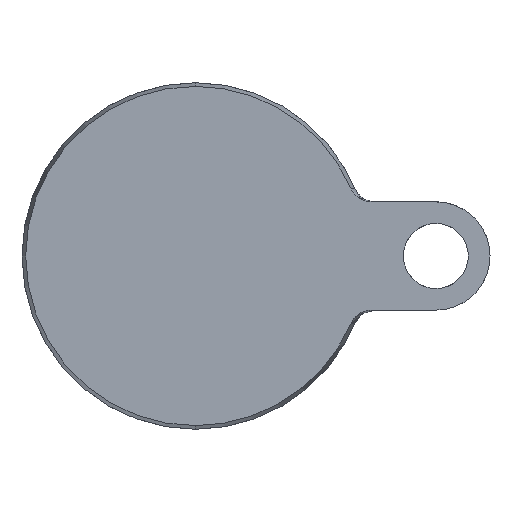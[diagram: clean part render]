
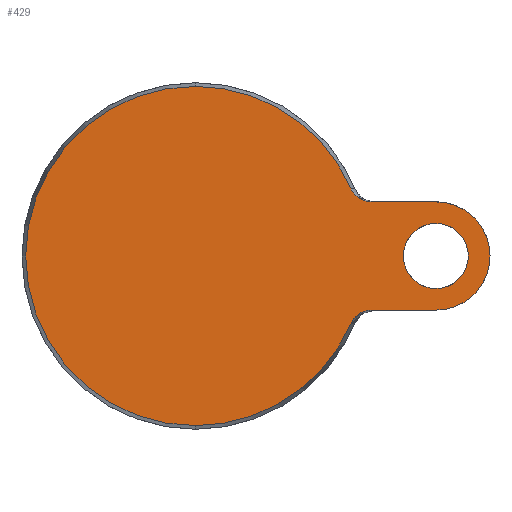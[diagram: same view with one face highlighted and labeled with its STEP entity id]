
A CAD part, front view. The second image highlights one B-rep face of the part: STEP entity #429.
In plain terms, the highlighted planar face has unit normal (0, -1, 0).
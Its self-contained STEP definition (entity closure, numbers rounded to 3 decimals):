
#24 = CARTESIAN_POINT ( 'NONE',  ( 38.008, 0., 13.187 ) ) ;
#30 = DIRECTION ( 'NONE',  ( 0., 1., 0. ) ) ;
#49 = EDGE_LOOP ( 'NONE', ( #348, #930, #862, #483, #540, #187, #752, #771 ) ) ;
#56 = CARTESIAN_POINT ( 'NONE',  ( 38.663, 0., -12.866 ) ) ;
#63 = CARTESIAN_POINT ( 'NONE',  ( 40.085, 0., -12.5 ) ) ;
#92 = DIRECTION ( 'NONE',  ( 0., -1., 0. ) ) ;
#98 = EDGE_CURVE ( 'NONE', #1235, #1262, #704, .T. ) ;
#102 = CIRCLE ( 'NONE', #655, 7.5 ) ;
#111 = CARTESIAN_POINT ( 'NONE',  ( 0., 0., 0. ) ) ;
#117 = DIRECTION ( 'NONE',  ( 0., 0., 1. ) ) ;
#129 = AXIS2_PLACEMENT_3D ( 'NONE', #1514, #774, #1134 ) ;
#149 = CARTESIAN_POINT ( 'NONE',  ( 38.665, 0., 12.866 ) ) ;
#160 = VERTEX_POINT ( 'NONE', #549 ) ;
#187 = ORIENTED_EDGE ( 'NONE', *, *, #513, .T. ) ;
#188 = CARTESIAN_POINT ( 'NONE',  ( 36.381, 0., -14.668 ) ) ;
#196 = CARTESIAN_POINT ( 'NONE',  ( 35.928, 0., -15.535 ) ) ;
#216 = EDGE_CURVE ( 'NONE', #1199, #558, #913, .T. ) ;
#234 = CIRCLE ( 'NONE', #129, 12.5 ) ;
#246 = CARTESIAN_POINT ( 'NONE',  ( 55.5, 0., -12.5 ) ) ;
#257 = CARTESIAN_POINT ( 'NONE',  ( 0., 0., 0. ) ) ;
#276 = DIRECTION ( 'NONE',  ( 0., 0., -1. ) ) ;
#280 = CARTESIAN_POINT ( 'NONE',  ( 37.598, 0., 13.453 ) ) ;
#286 = AXIS2_PLACEMENT_3D ( 'NONE', #371, #30, #1408 ) ;
#301 = FACE_OUTER_BOUND ( 'NONE', #49, .T. ) ;
#309 = CARTESIAN_POINT ( 'NONE',  ( 55.5, 0., 0. ) ) ;
#334 = CARTESIAN_POINT ( 'NONE',  ( 0., 0., -39.143 ) ) ;
#347 = DIRECTION ( 'NONE',  ( 1., 0., 0. ) ) ;
#348 = ORIENTED_EDGE ( 'NONE', *, *, #1603, .F. ) ;
#358 = B_SPLINE_CURVE_WITH_KNOTS ( 'NONE', 3,
 ( #196, #700, #188, #1194, #1211, #1200, #590, #1060, #582, #56, #1076, #565, #63, #556 ),
 .UNSPECIFIED., .F., .F.,
 ( 4, 2, 2, 2, 2, 2, 4 ),
 ( 0., 0.001, 0.002, 0.003, 0.004, 0.004, 0.006 ),
 .UNSPECIFIED. ) ;
#362 = DIRECTION ( 'NONE',  ( -1., 0., 0. ) ) ;
#371 = CARTESIAN_POINT ( 'NONE',  ( -39.143, 0., 0. ) ) ;
#390 = EDGE_CURVE ( 'NONE', #722, #160, #609, .T. ) ;
#410 = CARTESIAN_POINT ( 'NONE',  ( 35.928, 0., 15.535 ) ) ;
#429 = ADVANCED_FACE ( 'NONE', ( #301, #1239 ), #910, .F. ) ;
#433 = DIRECTION ( 'NONE',  ( 0., 0., 1. ) ) ;
#483 = ORIENTED_EDGE ( 'NONE', *, *, #584, .T. ) ;
#484 = CARTESIAN_POINT ( 'NONE',  ( 15., 0., -12.5 ) ) ;
#489 = EDGE_CURVE ( 'NONE', #1589, #1235, #491, .T. ) ;
#491 = B_SPLINE_CURVE_WITH_KNOTS ( 'NONE', 3,
 ( #1161, #522, #775, #1536, #149, #653, #24, #280, #783, #1280, #663, #923, #539, #410 ),
 .UNSPECIFIED., .F., .F.,
 ( 4, 2, 2, 2, 2, 2, 4 ),
 ( 0., 0.001, 0.002, 0.003, 0.004, 0.004, 0.006 ),
 .UNSPECIFIED. ) ;
#513 = EDGE_CURVE ( 'NONE', #680, #160, #358, .T. ) ;
#522 = CARTESIAN_POINT ( 'NONE',  ( 40.085, 0., 12.5 ) ) ;
#539 = CARTESIAN_POINT ( 'NONE',  ( 36.124, 0., 15.081 ) ) ;
#540 = ORIENTED_EDGE ( 'NONE', *, *, #662, .T. ) ;
#549 = CARTESIAN_POINT ( 'NONE',  ( 40.579, 0., -12.5 ) ) ;
#550 = AXIS2_PLACEMENT_3D ( 'NONE', #1236, #92, #721 ) ;
#556 = CARTESIAN_POINT ( 'NONE',  ( 40.579, 0., -12.5 ) ) ;
#558 = VERTEX_POINT ( 'NONE', #962 ) ;
#565 = CARTESIAN_POINT ( 'NONE',  ( 39.592, 0., -12.572 ) ) ;
#582 = CARTESIAN_POINT ( 'NONE',  ( 38.218, 0., -13.072 ) ) ;
#584 = EDGE_CURVE ( 'NONE', #1262, #1611, #1254, .T. ) ;
#590 = CARTESIAN_POINT ( 'NONE',  ( 37.591, 0., -13.458 ) ) ;
#598 = DIRECTION ( 'NONE',  ( 0., 1., 0. ) ) ;
#609 = LINE ( 'NONE', #484, #1202 ) ;
#615 = EDGE_CURVE ( 'NONE', #558, #1199, #102, .T. ) ;
#632 = AXIS2_PLACEMENT_3D ( 'NONE', #111, #1370, #746 ) ;
#653 = CARTESIAN_POINT ( 'NONE',  ( 38.221, 0., 13.07 ) ) ;
#655 = AXIS2_PLACEMENT_3D ( 'NONE', #1605, #598, #117 ) ;
#662 = EDGE_CURVE ( 'NONE', #1611, #680, #708, .T. ) ;
#663 = CARTESIAN_POINT ( 'NONE',  ( 36.861, 0., 14.101 ) ) ;
#680 = VERTEX_POINT ( 'NONE', #1618 ) ;
#700 = CARTESIAN_POINT ( 'NONE',  ( 36.124, 0., -15.081 ) ) ;
#704 = CIRCLE ( 'NONE', #1201, 39.143 ) ;
#708 = CIRCLE ( 'NONE', #632, 39.143 ) ;
#721 = DIRECTION ( 'NONE',  ( 0., 0., -1. ) ) ;
#722 = VERTEX_POINT ( 'NONE', #246 ) ;
#746 = DIRECTION ( 'NONE',  ( 0., 0., -1. ) ) ;
#752 = ORIENTED_EDGE ( 'NONE', *, *, #390, .F. ) ;
#757 = EDGE_CURVE ( 'NONE', #776, #722, #234, .T. ) ;
#771 = ORIENTED_EDGE ( 'NONE', *, *, #757, .F. ) ;
#774 = DIRECTION ( 'NONE',  ( 0., 1., 0. ) ) ;
#775 = CARTESIAN_POINT ( 'NONE',  ( 39.603, 0., 12.57 ) ) ;
#776 = VERTEX_POINT ( 'NONE', #791 ) ;
#783 = CARTESIAN_POINT ( 'NONE',  ( 37.4, 0., 13.603 ) ) ;
#791 = CARTESIAN_POINT ( 'NONE',  ( 55.5, 0., 12.5 ) ) ;
#862 = ORIENTED_EDGE ( 'NONE', *, *, #98, .T. ) ;
#887 = CARTESIAN_POINT ( 'NONE',  ( 55.5, 0., 7.5 ) ) ;
#894 = ORIENTED_EDGE ( 'NONE', *, *, #216, .T. ) ;
#895 = CARTESIAN_POINT ( 'NONE',  ( 35.928, 0., 15.535 ) ) ;
#910 = PLANE ( 'NONE',  #286 ) ;
#913 = CIRCLE ( 'NONE', #1304, 7.5 ) ;
#923 = CARTESIAN_POINT ( 'NONE',  ( 36.388, 0., 14.659 ) ) ;
#930 = ORIENTED_EDGE ( 'NONE', *, *, #489, .T. ) ;
#962 = CARTESIAN_POINT ( 'NONE',  ( 55.5, 0., -7.5 ) ) ;
#1055 = ORIENTED_EDGE ( 'NONE', *, *, #615, .T. ) ;
#1060 = CARTESIAN_POINT ( 'NONE',  ( 38., 0., -13.192 ) ) ;
#1076 = CARTESIAN_POINT ( 'NONE',  ( 38.891, 0., -12.781 ) ) ;
#1080 = CARTESIAN_POINT ( 'NONE',  ( 15., 0., 12.5 ) ) ;
#1095 = LINE ( 'NONE', #1080, #1519 ) ;
#1134 = DIRECTION ( 'NONE',  ( 0., 0., -1. ) ) ;
#1161 = CARTESIAN_POINT ( 'NONE',  ( 40.579, 0., 12.5 ) ) ;
#1194 = CARTESIAN_POINT ( 'NONE',  ( 36.857, 0., -14.106 ) ) ;
#1199 = VERTEX_POINT ( 'NONE', #887 ) ;
#1200 = CARTESIAN_POINT ( 'NONE',  ( 37.397, 0., -13.606 ) ) ;
#1201 = AXIS2_PLACEMENT_3D ( 'NONE', #257, #1270, #276 ) ;
#1202 = VECTOR ( 'NONE', #362, 1000. ) ;
#1211 = CARTESIAN_POINT ( 'NONE',  ( 37.031, 0., -13.929 ) ) ;
#1229 = CARTESIAN_POINT ( 'NONE',  ( 40.579, 0., 12.5 ) ) ;
#1235 = VERTEX_POINT ( 'NONE', #895 ) ;
#1236 = CARTESIAN_POINT ( 'NONE',  ( 0., 0., 0. ) ) ;
#1239 = FACE_BOUND ( 'NONE', #1606, .T. ) ;
#1254 = CIRCLE ( 'NONE', #550, 39.143 ) ;
#1262 = VERTEX_POINT ( 'NONE', #1499 ) ;
#1270 = DIRECTION ( 'NONE',  ( 0., -1., 0. ) ) ;
#1280 = CARTESIAN_POINT ( 'NONE',  ( 37.032, 0., 13.927 ) ) ;
#1304 = AXIS2_PLACEMENT_3D ( 'NONE', #309, #1558, #433 ) ;
#1370 = DIRECTION ( 'NONE',  ( 0., -1., 0. ) ) ;
#1408 = DIRECTION ( 'NONE',  ( 0., 0., 1. ) ) ;
#1499 = CARTESIAN_POINT ( 'NONE',  ( 0., 0., 39.143 ) ) ;
#1514 = CARTESIAN_POINT ( 'NONE',  ( 55.5, 0., 0. ) ) ;
#1519 = VECTOR ( 'NONE', #347, 1000. ) ;
#1536 = CARTESIAN_POINT ( 'NONE',  ( 38.897, 0., 12.778 ) ) ;
#1558 = DIRECTION ( 'NONE',  ( 0., 1., 0. ) ) ;
#1589 = VERTEX_POINT ( 'NONE', #1229 ) ;
#1603 = EDGE_CURVE ( 'NONE', #1589, #776, #1095, .T. ) ;
#1605 = CARTESIAN_POINT ( 'NONE',  ( 55.5, 0., 0. ) ) ;
#1606 = EDGE_LOOP ( 'NONE', ( #1055, #894 ) ) ;
#1611 = VERTEX_POINT ( 'NONE', #334 ) ;
#1618 = CARTESIAN_POINT ( 'NONE',  ( 35.928, 0., -15.535 ) ) ;
